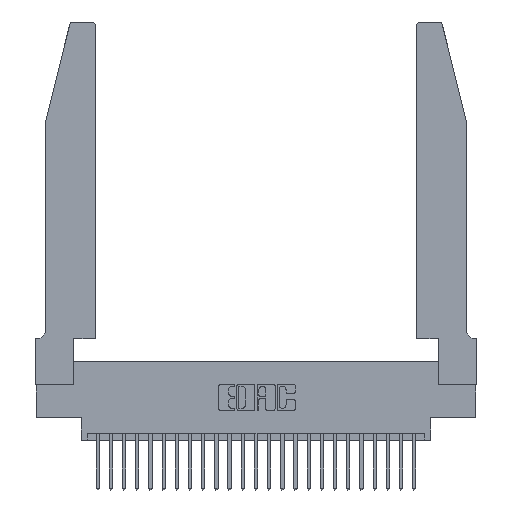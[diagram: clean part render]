
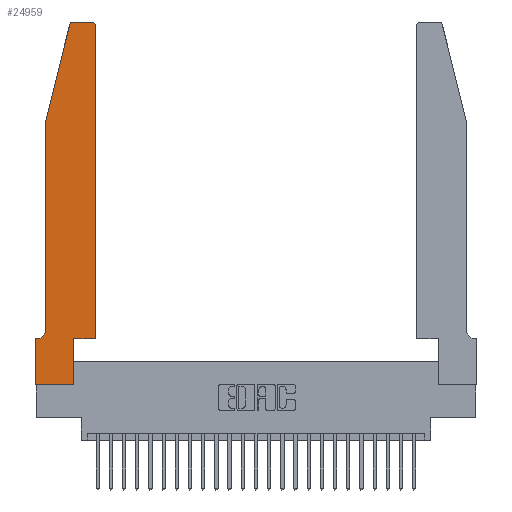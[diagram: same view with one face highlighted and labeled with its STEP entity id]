
A CAD part, top view. The second image highlights one B-rep face of the part: STEP entity #24959.
In plain terms, the highlighted planar face has unit normal (0, 0, 1).
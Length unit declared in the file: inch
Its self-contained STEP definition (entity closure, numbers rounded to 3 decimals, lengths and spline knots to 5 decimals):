
#431 = ORIENTED_EDGE ( 'NONE', *, *, #15788, .T. ) ;
#563 = DIRECTION ( 'NONE',  ( 0., -1., 0. ) ) ;
#576 = VERTEX_POINT ( 'NONE', #23864 ) ;
#1194 = LINE ( 'NONE', #13294, #12512 ) ;
#1279 = CARTESIAN_POINT ( 'NONE',  ( 0.0755, 0.42, 0.37 ) ) ;
#1286 = DIRECTION ( 'NONE',  ( 1., 0., 0. ) ) ;
#1585 = EDGE_LOOP ( 'NONE', ( #7027, #15472, #23977, #9779, #11070, #16134, #17301, #7494, #20057, #14566, #8661, #431 ) ) ;
#1714 = VECTOR ( 'NONE', #24765, 39.37008 ) ;
#2852 = PLANE ( 'NONE',  #23605 ) ;
#3045 = DIRECTION ( 'NONE',  ( 0., 1., 0. ) ) ;
#3451 = AXIS2_PLACEMENT_3D ( 'NONE', #26048, #13990, #1286 ) ;
#3978 = EDGE_CURVE ( 'NONE', #5537, #20848, #5429, .T. ) ;
#4046 = VERTEX_POINT ( 'NONE', #5021 ) ;
#4780 = DIRECTION ( 'NONE',  ( 0., 0., -1. ) ) ;
#5009 = CARTESIAN_POINT ( 'NONE',  ( 0., 0.35, 0.37 ) ) ;
#5021 = CARTESIAN_POINT ( 'NONE',  ( 0.25487, 2.72718, 0.37 ) ) ;
#5429 = LINE ( 'NONE', #25397, #25932 ) ;
#5537 = VERTEX_POINT ( 'NONE', #26002 ) ;
#5661 = CARTESIAN_POINT ( 'NONE',  ( 0.2865, 0., 0.37 ) ) ;
#5743 = CARTESIAN_POINT ( 'NONE',  ( 0.0755, 2., 0.37 ) ) ;
#6345 = CARTESIAN_POINT ( 'NONE',  ( 0.2605, 2.75, 0.37 ) ) ;
#6421 = DIRECTION ( 'NONE',  ( 1., 0., 0. ) ) ;
#6530 = VECTOR ( 'NONE', #23236, 39.37008 ) ;
#6668 = CIRCLE ( 'NONE', #3451, 0.03 ) ;
#7027 = ORIENTED_EDGE ( 'NONE', *, *, #15901, .T. ) ;
#7147 = DIRECTION ( 'NONE',  ( 0., 0., 1. ) ) ;
#7191 = EDGE_CURVE ( 'NONE', #12447, #19854, #24834, .T. ) ;
#7373 = VERTEX_POINT ( 'NONE', #21396 ) ;
#7494 = ORIENTED_EDGE ( 'NONE', *, *, #21981, .T. ) ;
#8267 = CARTESIAN_POINT ( 'NONE',  ( 0.4505, 2.72, 0.37 ) ) ;
#8661 = ORIENTED_EDGE ( 'NONE', *, *, #23186, .T. ) ;
#9694 = EDGE_CURVE ( 'NONE', #19854, #17863, #24074, .T. ) ;
#9779 = ORIENTED_EDGE ( 'NONE', *, *, #7191, .T. ) ;
#10175 = AXIS2_PLACEMENT_3D ( 'NONE', #24436, #12321, #26433 ) ;
#11070 = ORIENTED_EDGE ( 'NONE', *, *, #9694, .T. ) ;
#11093 = CARTESIAN_POINT ( 'NONE',  ( 0.0755, 2., 0.37 ) ) ;
#11102 = LINE ( 'NONE', #19718, #26555 ) ;
#11423 = LINE ( 'NONE', #24791, #21579 ) ;
#11781 = DIRECTION ( 'NONE',  ( 0., -1., 0. ) ) ;
#11984 = AXIS2_PLACEMENT_3D ( 'NONE', #12797, #4780, #14880 ) ;
#12134 = LINE ( 'NONE', #11093, #6530 ) ;
#12321 = DIRECTION ( 'NONE',  ( 0., 0., 1. ) ) ;
#12447 = VERTEX_POINT ( 'NONE', #5743 ) ;
#12512 = VECTOR ( 'NONE', #15368, 39.37008 ) ;
#12797 = CARTESIAN_POINT ( 'NONE',  ( 0.0055, 0.42, 0.37 ) ) ;
#13230 = DIRECTION ( 'NONE',  ( 1., 0., 0. ) ) ;
#13294 = CARTESIAN_POINT ( 'NONE',  ( 0.4505, 0.35, 0.37 ) ) ;
#13724 = FACE_OUTER_BOUND ( 'NONE', #1585, .T. ) ;
#13990 = DIRECTION ( 'NONE',  ( 0., 0., 1. ) ) ;
#14025 = VERTEX_POINT ( 'NONE', #24497 ) ;
#14077 = VERTEX_POINT ( 'NONE', #8267 ) ;
#14128 = VECTOR ( 'NONE', #11781, 39.37008 ) ;
#14566 = ORIENTED_EDGE ( 'NONE', *, *, #24759, .T. ) ;
#14787 = DIRECTION ( 'NONE',  ( -1., 0., 0. ) ) ;
#14880 = DIRECTION ( 'NONE',  ( -1., 0., 0. ) ) ;
#15254 = CARTESIAN_POINT ( 'NONE',  ( 0.4505, 0.35, 0.37 ) ) ;
#15368 = DIRECTION ( 'NONE',  ( 0., 1., 0. ) ) ;
#15472 = ORIENTED_EDGE ( 'NONE', *, *, #20952, .T. ) ;
#15788 = EDGE_CURVE ( 'NONE', #14077, #7373, #26250, .T. ) ;
#15901 = EDGE_CURVE ( 'NONE', #7373, #14025, #18425, .T. ) ;
#16134 = ORIENTED_EDGE ( 'NONE', *, *, #18217, .T. ) ;
#17301 = ORIENTED_EDGE ( 'NONE', *, *, #3978, .T. ) ;
#17554 = VECTOR ( 'NONE', #6421, 39.37008 ) ;
#17660 = CARTESIAN_POINT ( 'NONE',  ( 0., 0., 0.37 ) ) ;
#17863 = VERTEX_POINT ( 'NONE', #17892 ) ;
#17892 = CARTESIAN_POINT ( 'NONE',  ( 0.0055, 0.35, 0.37 ) ) ;
#18166 = LINE ( 'NONE', #18826, #17554 ) ;
#18217 = EDGE_CURVE ( 'NONE', #17863, #5537, #11423, .T. ) ;
#18425 = LINE ( 'NONE', #6345, #1714 ) ;
#18826 = CARTESIAN_POINT ( 'NONE',  ( 0.4505, 0.35, 0.37 ) ) ;
#19378 = CARTESIAN_POINT ( 'NONE',  ( 0., 0., 0.37 ) ) ;
#19718 = CARTESIAN_POINT ( 'NONE',  ( 0.2865, 0.35, 0.37 ) ) ;
#19854 = VERTEX_POINT ( 'NONE', #1279 ) ;
#20057 = ORIENTED_EDGE ( 'NONE', *, *, #26643, .T. ) ;
#20848 = VERTEX_POINT ( 'NONE', #17660 ) ;
#20952 = EDGE_CURVE ( 'NONE', #14025, #4046, #6668, .T. ) ;
#21396 = CARTESIAN_POINT ( 'NONE',  ( 0.4205, 2.75, 0.37 ) ) ;
#21538 = DIRECTION ( 'NONE',  ( 1., 0., 0. ) ) ;
#21579 = VECTOR ( 'NONE', #14787, 39.37008 ) ;
#21981 = EDGE_CURVE ( 'NONE', #20848, #26768, #25168, .T. ) ;
#22870 = CARTESIAN_POINT ( 'NONE',  ( 0.0755, 2., 0.37 ) ) ;
#23186 = EDGE_CURVE ( 'NONE', #23629, #14077, #1194, .T. ) ;
#23236 = DIRECTION ( 'NONE',  ( -0.239, -0.971, 0. ) ) ;
#23605 = AXIS2_PLACEMENT_3D ( 'NONE', #5009, #7147, #21538 ) ;
#23629 = VERTEX_POINT ( 'NONE', #15254 ) ;
#23864 = CARTESIAN_POINT ( 'NONE',  ( 0.2865, 0.35, 0.37 ) ) ;
#23977 = ORIENTED_EDGE ( 'NONE', *, *, #24325, .T. ) ;
#24074 = CIRCLE ( 'NONE', #11984, 0.07 ) ;
#24325 = EDGE_CURVE ( 'NONE', #4046, #12447, #12134, .T. ) ;
#24436 = CARTESIAN_POINT ( 'NONE',  ( 0.4205, 2.72, 0.37 ) ) ;
#24497 = CARTESIAN_POINT ( 'NONE',  ( 0.284, 2.75, 0.37 ) ) ;
#24539 = VECTOR ( 'NONE', #13230, 39.37008 ) ;
#24759 = EDGE_CURVE ( 'NONE', #576, #23629, #18166, .T. ) ;
#24765 = DIRECTION ( 'NONE',  ( -1., 0., 0. ) ) ;
#24791 = CARTESIAN_POINT ( 'NONE',  ( 0.0755, 0.35, 0.37 ) ) ;
#24834 = LINE ( 'NONE', #22870, #14128 ) ;
#24959 = ADVANCED_FACE ( 'NONE', ( #13724 ), #2852, .T. ) ;
#25168 = LINE ( 'NONE', #19378, #24539 ) ;
#25397 = CARTESIAN_POINT ( 'NONE',  ( 0., 0., 0.37 ) ) ;
#25932 = VECTOR ( 'NONE', #563, 39.37008 ) ;
#26002 = CARTESIAN_POINT ( 'NONE',  ( 0., 0.35, 0.37 ) ) ;
#26048 = CARTESIAN_POINT ( 'NONE',  ( 0.284, 2.72, 0.37 ) ) ;
#26250 = CIRCLE ( 'NONE', #10175, 0.03 ) ;
#26433 = DIRECTION ( 'NONE',  ( 1., 0., 0. ) ) ;
#26555 = VECTOR ( 'NONE', #3045, 39.37008 ) ;
#26643 = EDGE_CURVE ( 'NONE', #26768, #576, #11102, .T. ) ;
#26768 = VERTEX_POINT ( 'NONE', #5661 ) ;
